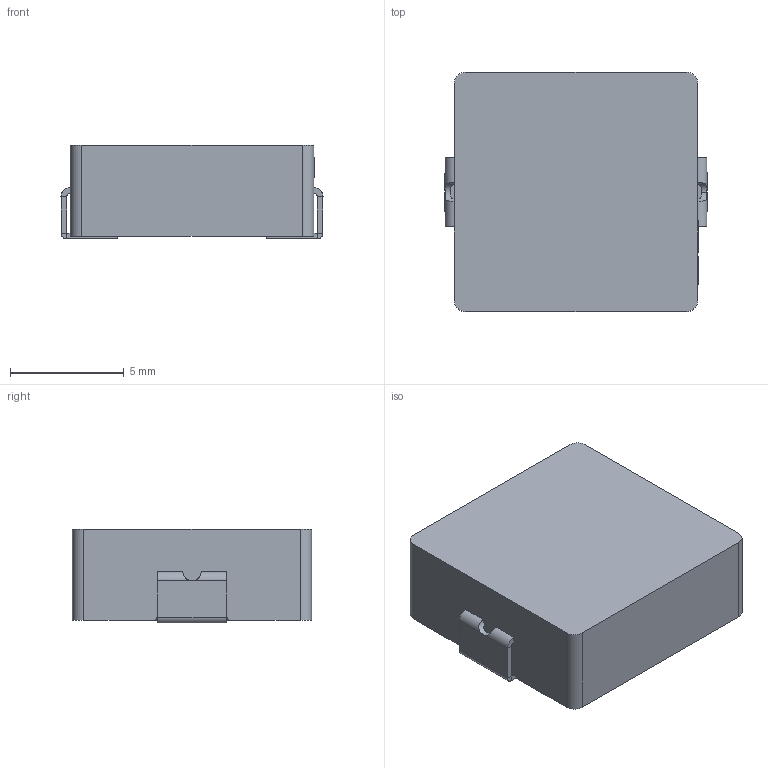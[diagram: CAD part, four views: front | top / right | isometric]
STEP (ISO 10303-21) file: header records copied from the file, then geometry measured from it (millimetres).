
FILE_DESCRIPTION (( 'STEP AP214' ), '1' );
FILE_NAME ('IND-SMD_L11.5-W10.0-H4.0.step', '2024-01-04T03:27:46', ( '' ), ( '' ), 'SwSTEP 2.0', 'SolidWorks 2020', '' );
FILE_SCHEMA (( 'AUTOMOTIVE_DESIGN' ));
Length unit declared in the file: millimetre
Products named in the file (1): IND-SMD_L11.5-W10.0-H4.0
Bounding box: 11.5 x 10.5 x 4.12 mm (x, y, z)
Volume: 453.2 mm3; surface area: 423.1 mm2
Topology: 1 solids, 1 shells, 281 faces, 762 edges, 498 vertices
Faces by surface type: plane 166, bspline 98, cylinder 17
Entity records: 12441 total; most frequent: CARTESIAN_POINT 2912, ORIENTED_EDGE 1524, DIRECTION 946, EDGE_CURVE 762, LINE 530, VECTOR 530, VERTEX_POINT 498, EDGE_LOOP 304
